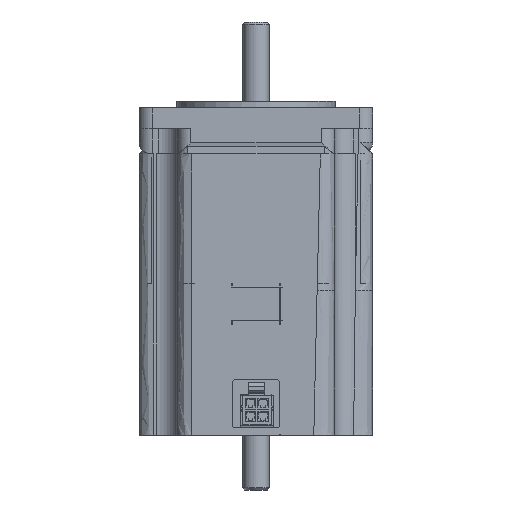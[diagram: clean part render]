
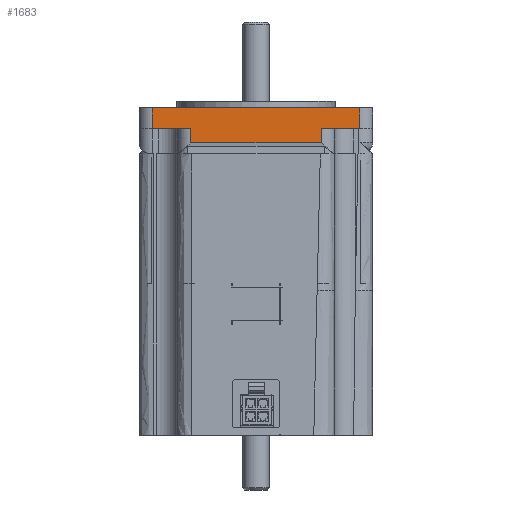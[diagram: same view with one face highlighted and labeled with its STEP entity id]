
A CAD part, front view. The second image highlights one B-rep face of the part: STEP entity #1683.
In plain terms, the highlighted planar face has unit normal (0, -1, 0).
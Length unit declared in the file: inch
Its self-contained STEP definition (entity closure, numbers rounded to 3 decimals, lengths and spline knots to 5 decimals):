
#42 = EDGE_CURVE ( 'NONE', #22302, #22713, #13975, .T. ) ;
#137 = CARTESIAN_POINT ( 'NONE',  ( 0.60831, 0.86168, 2.78441 ) ) ;
#457 = CARTESIAN_POINT ( 'NONE',  ( 1.38098, 0.86168, 2.64941 ) ) ;
#1142 = DIRECTION ( 'NONE',  ( -1., 0., 0. ) ) ;
#1542 = VERTEX_POINT ( 'NONE', #10929 ) ;
#1683 = ADVANCED_FACE ( 'NONE', ( #15609 ), #17009, .T. ) ;
#1743 = DIRECTION ( 'NONE',  ( 0., -1., 0. ) ) ;
#1903 = DIRECTION ( 'NONE',  ( 1., 0., 0. ) ) ;
#2952 = B_SPLINE_CURVE_WITH_KNOTS ( 'NONE', 3,
 ( #21604, #457, #19676, #19506 ),
 .UNSPECIFIED., .F., .F.,
 ( 4, 4 ),
 ( 0.01221, 0.04358 ),
 .UNSPECIFIED. ) ;
#3588 = VERTEX_POINT ( 'NONE', #13517 ) ;
#3774 = DIRECTION ( 'NONE',  ( 0., 0., -1. ) ) ;
#4884 = ORIENTED_EDGE ( 'NONE', *, *, #18947, .T. ) ;
#5181 = LINE ( 'NONE', #24570, #10892 ) ;
#5463 = VECTOR ( 'NONE', #23735, 39.37008 ) ;
#5782 = CARTESIAN_POINT ( 'NONE',  ( 1.58681, 0.86168, 2.54941 ) ) ;
#6180 = ORIENTED_EDGE ( 'NONE', *, *, #11148, .T. ) ;
#6492 = EDGE_CURVE ( 'NONE', #11441, #22713, #6902, .T. ) ;
#6863 = CARTESIAN_POINT ( 'NONE',  ( 2.56531, 0.86168, 2.98141 ) ) ;
#6878 = CARTESIAN_POINT ( 'NONE',  ( 0.60831, 0.86168, 2.78441 ) ) ;
#6902 = LINE ( 'NONE', #22778, #22442 ) ;
#6931 = ORIENTED_EDGE ( 'NONE', *, *, #6492, .F. ) ;
#7405 = EDGE_CURVE ( 'NONE', #22302, #1542, #14280, .T. ) ;
#7901 = DIRECTION ( 'NONE',  ( 1., 0., 0. ) ) ;
#7958 = ORIENTED_EDGE ( 'NONE', *, *, #42, .T. ) ;
#8194 = VECTOR ( 'NONE', #14114, 39.37008 ) ;
#8893 = VECTOR ( 'NONE', #3774, 39.37008 ) ;
#9067 = CARTESIAN_POINT ( 'NONE',  ( 0.96931, 0.86168, 2.64941 ) ) ;
#9286 = VERTEX_POINT ( 'NONE', #9067 ) ;
#10599 = LINE ( 'NONE', #6863, #5463 ) ;
#10892 = VECTOR ( 'NONE', #13050, 39.37008 ) ;
#10929 = CARTESIAN_POINT ( 'NONE',  ( 2.56531, 0.86168, 2.98141 ) ) ;
#11138 = ORIENTED_EDGE ( 'NONE', *, *, #7405, .F. ) ;
#11148 = EDGE_CURVE ( 'NONE', #24469, #1542, #10599, .T. ) ;
#11441 = VERTEX_POINT ( 'NONE', #17697 ) ;
#12134 = CARTESIAN_POINT ( 'NONE',  ( 2.69031, 0.86168, 2.78441 ) ) ;
#13050 = DIRECTION ( 'NONE',  ( 0., 0., -1. ) ) ;
#13298 = VERTEX_POINT ( 'NONE', #19638 ) ;
#13352 = EDGE_CURVE ( 'NONE', #11441, #9286, #5181, .T. ) ;
#13517 = CARTESIAN_POINT ( 'NONE',  ( 2.20431, 0.86168, 2.78441 ) ) ;
#13975 = LINE ( 'NONE', #137, #8893 ) ;
#14114 = DIRECTION ( 'NONE',  ( 0., 0., 1. ) ) ;
#14280 = LINE ( 'NONE', #23259, #16939 ) ;
#14360 = CARTESIAN_POINT ( 'NONE',  ( 2.20431, 0.86168, 2.78441 ) ) ;
#15609 = FACE_OUTER_BOUND ( 'NONE', #24709, .T. ) ;
#15922 = DIRECTION ( 'NONE',  ( -1., 0., 0. ) ) ;
#15968 = CARTESIAN_POINT ( 'NONE',  ( 2.56531, 0.86168, 2.78441 ) ) ;
#15985 = LINE ( 'NONE', #12134, #16828 ) ;
#16109 = EDGE_CURVE ( 'NONE', #24469, #3588, #15985, .T. ) ;
#16828 = VECTOR ( 'NONE', #1142, 39.37008 ) ;
#16939 = VECTOR ( 'NONE', #7901, 39.37008 ) ;
#17009 = PLANE ( 'NONE',  #19674 ) ;
#17697 = CARTESIAN_POINT ( 'NONE',  ( 0.96931, 0.86168, 2.78441 ) ) ;
#18300 = ORIENTED_EDGE ( 'NONE', *, *, #16109, .F. ) ;
#18947 = EDGE_CURVE ( 'NONE', #13298, #3588, #19555, .T. ) ;
#19506 = CARTESIAN_POINT ( 'NONE',  ( 2.20431, 0.86168, 2.64941 ) ) ;
#19555 = LINE ( 'NONE', #14360, #8194 ) ;
#19638 = CARTESIAN_POINT ( 'NONE',  ( 2.20431, 0.86168, 2.64941 ) ) ;
#19674 = AXIS2_PLACEMENT_3D ( 'NONE', #5782, #1743, #1903 ) ;
#19676 = CARTESIAN_POINT ( 'NONE',  ( 1.79265, 0.86168, 2.64941 ) ) ;
#20498 = ORIENTED_EDGE ( 'NONE', *, *, #13352, .T. ) ;
#21388 = ORIENTED_EDGE ( 'NONE', *, *, #22874, .T. ) ;
#21604 = CARTESIAN_POINT ( 'NONE',  ( 0.96931, 0.86168, 2.64941 ) ) ;
#22302 = VERTEX_POINT ( 'NONE', #22846 ) ;
#22442 = VECTOR ( 'NONE', #15922, 39.37008 ) ;
#22713 = VERTEX_POINT ( 'NONE', #6878 ) ;
#22778 = CARTESIAN_POINT ( 'NONE',  ( 0.84431, 0.86168, 2.78441 ) ) ;
#22846 = CARTESIAN_POINT ( 'NONE',  ( 0.60831, 0.86168, 2.98141 ) ) ;
#22874 = EDGE_CURVE ( 'NONE', #9286, #13298, #2952, .T. ) ;
#23259 = CARTESIAN_POINT ( 'NONE',  ( 1.58681, 0.86168, 2.98141 ) ) ;
#23735 = DIRECTION ( 'NONE',  ( 0., 0., 1. ) ) ;
#24469 = VERTEX_POINT ( 'NONE', #15968 ) ;
#24570 = CARTESIAN_POINT ( 'NONE',  ( 0.96931, 0.86168, 2.64941 ) ) ;
#24709 = EDGE_LOOP ( 'NONE', ( #21388, #4884, #18300, #6180, #11138, #7958, #6931, #20498 ) ) ;
